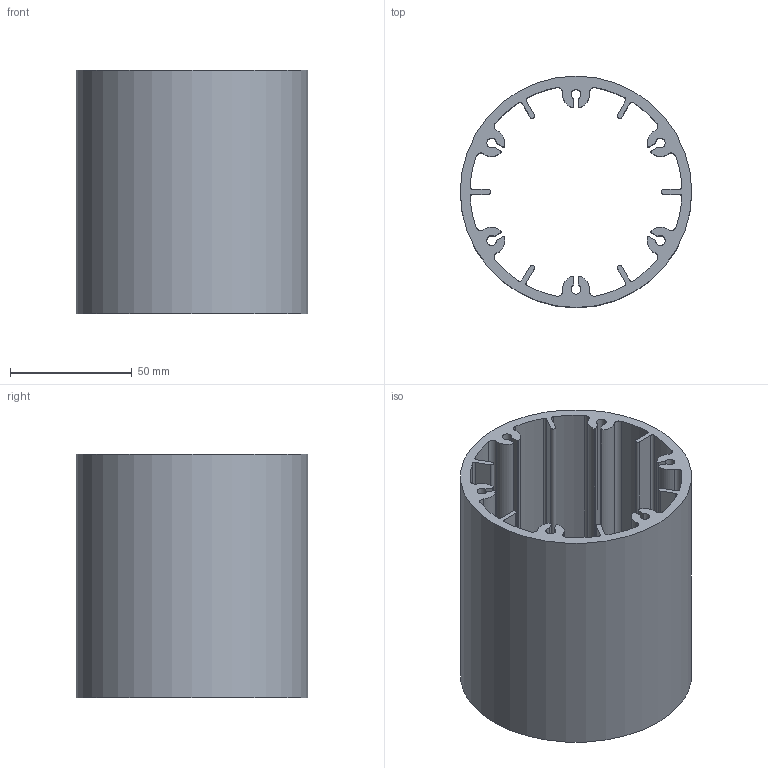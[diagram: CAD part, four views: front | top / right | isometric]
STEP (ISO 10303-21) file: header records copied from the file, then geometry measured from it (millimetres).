
FILE_DESCRIPTION(/* description */ (''),/* implementation_level */ '2;1');
FILE_NAME(/* name */ 'BPRDD0000013.stp',/* time_stamp */ '2022-07-08T17:09:09+02:00',/* author */ ('tecnico7'),/* organization */ (''),/* preprocessor_version */ 'ST-DEVELOPER v18.1',/* originating_system */ 'Autodesk Inventor 2022',/* authorisation */ '');
FILE_SCHEMA (('AUTOMOTIVE_DESIGN { 1 0 10303 214 3 1 1 }'));
Length unit declared in the file: millimetre
Products named in the file (1): BPRDD0000013
Bounding box: 95 x 95 x 100 mm (x, y, z)
Volume: 164835.5 mm3; surface area: 84764.2 mm2
Topology: 1 solids, 1 shells, 99 faces, 291 edges, 194 vertices
Faces by surface type: cylinder 73, plane 26
Full cylindrical faces by diameter (mm): 95 x1
Entity records: 3418 total; most frequent: DIRECTION 637, CARTESIAN_POINT 585, ORIENTED_EDGE 582, EDGE_CURVE 291, AXIS2_PLACEMENT_3D 246, VERTEX_POINT 194, CIRCLE 146, LINE 145
